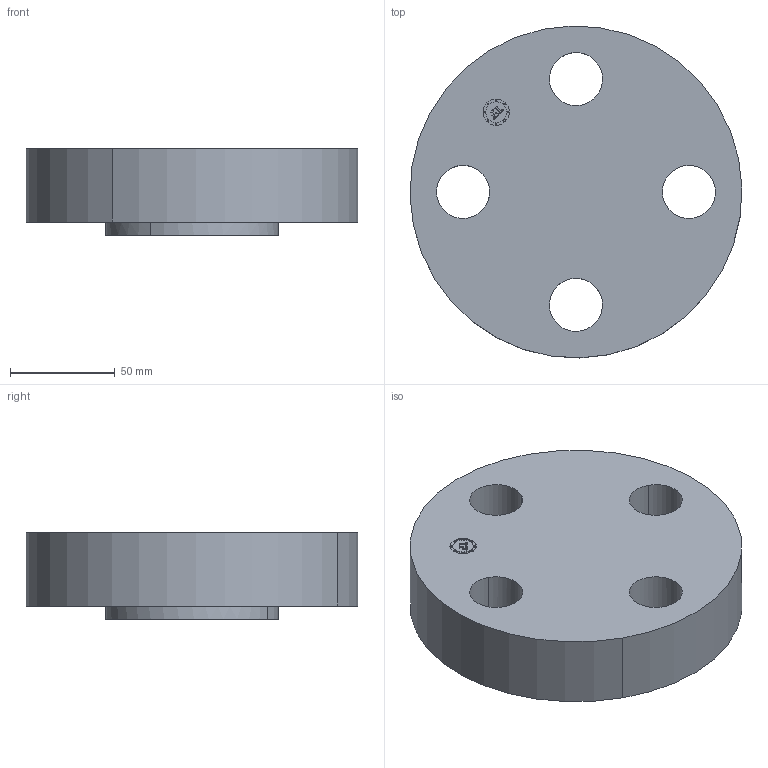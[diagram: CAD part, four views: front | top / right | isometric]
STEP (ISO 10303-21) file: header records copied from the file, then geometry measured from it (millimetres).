
FILE_DESCRIPTION(('3D STEP'),'2;1');
FILE_NAME('1-2500-BLIND-RTJ-FLANGE.stp','2013-03-16T08:45:23+00:00',('Texas Flange'),(''),'CATIA Version 5 Release 20 SP 6 (IN-10)','CATIA V5 STEP AP214','800-826-3801');
FILE_SCHEMA(('AUTOMOTIVE_DESIGN { 1 0 10303 214 1 1 1 1 }'));
Length unit declared in the file: inch
Products named in the file (1): 1-2500-BLIND-RTJ-FLANGE
Bounding box: 158.71 x 158.71 x 41.4 mm (x, y, z)
Volume: 649462.1 mm3; surface area: 67456.4 mm2
Topology: 1 solids, 1 shells, 410 faces, 1168 edges, 776 vertices
Faces by surface type: plane 370, cylinder 32, torus 4, cone 4
Entity records: 15491 total; most frequent: ORIENTED_EDGE 2336, CARTESIAN_POINT 2309, DIRECTION 1896, EDGE_CURVE 1168, VECTOR 1080, LINE 1080, VERTEX_POINT 776, AXIS2_PLACEMENT_3D 453
